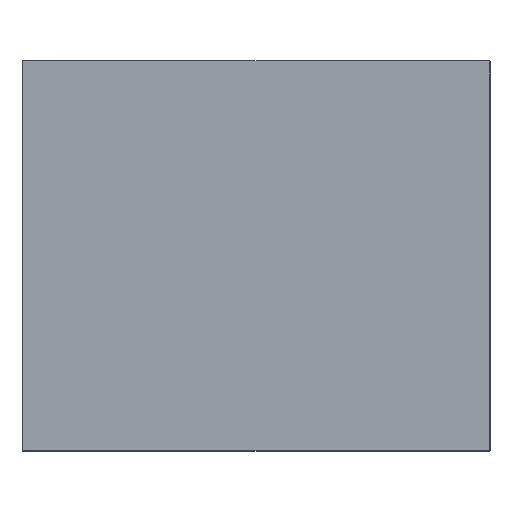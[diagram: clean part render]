
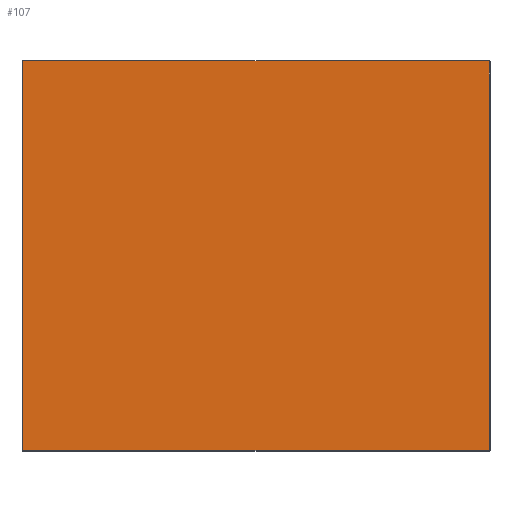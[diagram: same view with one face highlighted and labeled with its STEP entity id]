
A CAD part, top view. The second image highlights one B-rep face of the part: STEP entity #107.
In plain terms, the highlighted face is planar.
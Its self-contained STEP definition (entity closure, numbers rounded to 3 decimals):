
#107=ADVANCED_FACE('',(#150),#660,.T.);
#150=FACE_OUTER_BOUND('',#193,.T.);
#193=EDGE_LOOP('',(#248,#249,#250,#251));
#248=ORIENTED_EDGE('',*,*,#416,.T.);
#249=ORIENTED_EDGE('',*,*,#426,.T.);
#250=ORIENTED_EDGE('',*,*,#427,.T.);
#251=ORIENTED_EDGE('',*,*,#428,.T.);
#416=EDGE_CURVE('',#595,#594,#521,.T.);
#426=EDGE_CURVE('',#594,#604,#531,.T.);
#427=EDGE_CURVE('',#604,#605,#532,.T.);
#428=EDGE_CURVE('',#605,#595,#533,.T.);
#521=B_SPLINE_CURVE_WITH_KNOTS('',1,(#1153,#1154),.UNSPECIFIED.,.F.,.F.,
(2,2),(-598.,0.),.UNSPECIFIED.);
#531=B_SPLINE_CURVE_WITH_KNOTS('',1,(#1173,#1174),.UNSPECIFIED.,.F.,.F.,
(2,2),(0.,499.),.UNSPECIFIED.);
#532=B_SPLINE_CURVE_WITH_KNOTS('',1,(#1175,#1176),.UNSPECIFIED.,.F.,.F.,
(2,2),(0.,598.),.UNSPECIFIED.);
#533=B_SPLINE_CURVE_WITH_KNOTS('',1,(#1177,#1178),.UNSPECIFIED.,.F.,.F.,
(2,2),(0.,499.),.UNSPECIFIED.);
#594=VERTEX_POINT('',#1127);
#595=VERTEX_POINT('',#1128);
#604=VERTEX_POINT('',#1137);
#605=VERTEX_POINT('',#1138);
#660=PLANE('',#812);
#812=AXIS2_PLACEMENT_3D('',#929,#868,$);
#868=DIRECTION('',(0.,1.,0.));
#929=CARTESIAN_POINT('',(-358.8,12.,-299.9));
#1127=CARTESIAN_POINT('',(-299.,12.,-250.));
#1128=CARTESIAN_POINT('',(299.,12.,-250.));
#1137=CARTESIAN_POINT('',(-299.,12.,249.));
#1138=CARTESIAN_POINT('',(299.,12.,249.));
#1153=CARTESIAN_POINT('',(299.,12.,-250.));
#1154=CARTESIAN_POINT('',(-299.,12.,-250.));
#1173=CARTESIAN_POINT('',(-299.,12.,-250.));
#1174=CARTESIAN_POINT('',(-299.,12.,249.));
#1175=CARTESIAN_POINT('',(-299.,12.,249.));
#1176=CARTESIAN_POINT('',(299.,12.,249.));
#1177=CARTESIAN_POINT('',(299.,12.,249.));
#1178=CARTESIAN_POINT('',(299.,12.,-250.));
